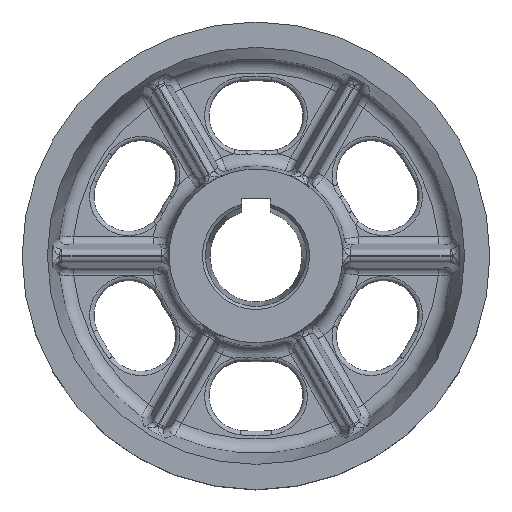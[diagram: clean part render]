
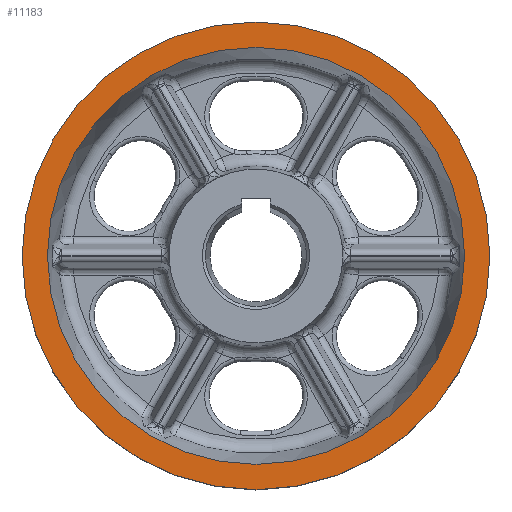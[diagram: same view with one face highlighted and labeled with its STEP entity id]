
A CAD part, top view. The second image highlights one B-rep face of the part: STEP entity #11183.
In plain terms, the highlighted planar face has unit normal (0, 0, 1).
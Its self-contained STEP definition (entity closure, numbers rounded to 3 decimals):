
#420 = VERTEX_POINT ( 'NONE', #3160 ) ;
#437 = CIRCLE ( 'NONE', #12466, 144. ) ;
#877 = ORIENTED_EDGE ( 'NONE', *, *, #10572, .T. ) ;
#2763 = AXIS2_PLACEMENT_3D ( 'NONE', #6513, #14996, #6708 ) ;
#2804 = CARTESIAN_POINT ( 'NONE',  ( 0., 0., 17. ) ) ;
#3160 = CARTESIAN_POINT ( 'NONE',  ( 144., 0., 17. ) ) ;
#5891 = DIRECTION ( 'NONE',  ( 0., 0., 1. ) ) ;
#6045 = CIRCLE ( 'NONE', #18102, 161.5 ) ;
#6085 = EDGE_CURVE ( 'NONE', #420, #420, #437, .T. ) ;
#6420 = FACE_BOUND ( 'NONE', #10909, .T. ) ;
#6513 = CARTESIAN_POINT ( 'NONE',  ( 0., 144., 17. ) ) ;
#6708 = DIRECTION ( 'NONE',  ( -1., 0., 0. ) ) ;
#9693 = DIRECTION ( 'NONE',  ( 1., 0., 0. ) ) ;
#10572 = EDGE_CURVE ( 'NONE', #15674, #15674, #6045, .T. ) ;
#10909 = EDGE_LOOP ( 'NONE', ( #13260 ) ) ;
#11183 = ADVANCED_FACE ( 'NONE', ( #6420, #13340 ), #12046, .F. ) ;
#11515 = DIRECTION ( 'NONE',  ( 1., 0., 0. ) ) ;
#11618 = CARTESIAN_POINT ( 'NONE',  ( 161.5, 0., 17. ) ) ;
#12046 = PLANE ( 'NONE',  #2763 ) ;
#12466 = AXIS2_PLACEMENT_3D ( 'NONE', #14648, #5891, #11515 ) ;
#13260 = ORIENTED_EDGE ( 'NONE', *, *, #6085, .F. ) ;
#13340 = FACE_OUTER_BOUND ( 'NONE', #16672, .T. ) ;
#14648 = CARTESIAN_POINT ( 'NONE',  ( 0., 0., 17. ) ) ;
#14996 = DIRECTION ( 'NONE',  ( 0., 0., -1. ) ) ;
#15674 = VERTEX_POINT ( 'NONE', #11618 ) ;
#16672 = EDGE_LOOP ( 'NONE', ( #877 ) ) ;
#16867 = DIRECTION ( 'NONE',  ( 0., 0., 1. ) ) ;
#18102 = AXIS2_PLACEMENT_3D ( 'NONE', #2804, #16867, #9693 ) ;
